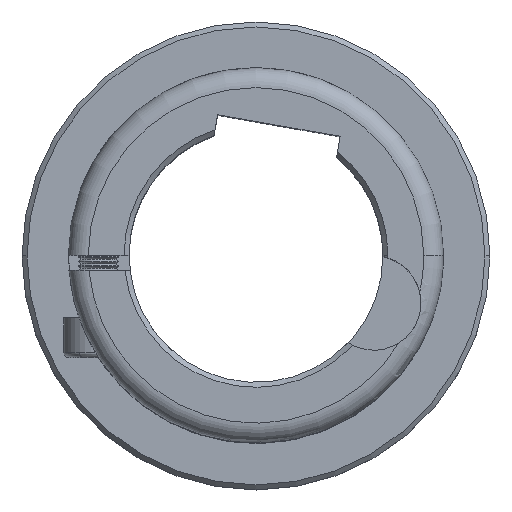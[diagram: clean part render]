
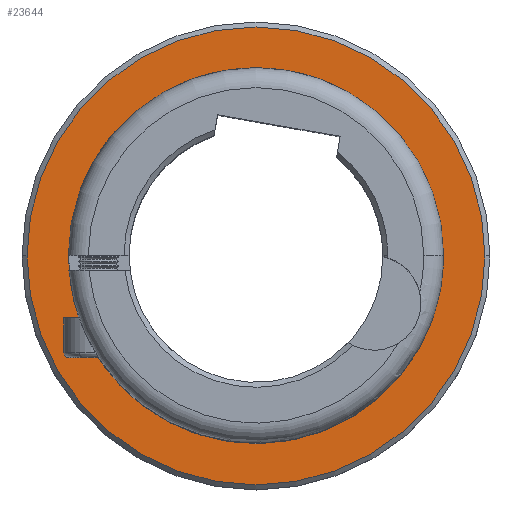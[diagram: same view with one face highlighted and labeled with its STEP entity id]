
A CAD part, top view. The second image highlights one B-rep face of the part: STEP entity #23644.
In plain terms, the highlighted planar face has unit normal (0, 0, 1).
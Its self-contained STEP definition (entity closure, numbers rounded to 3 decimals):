
#159 = AXIS2_PLACEMENT_3D ( 'NONE', #14723, #14870, #24076 ) ;
#646 = PLANE ( 'NONE',  #159 ) ;
#806 = FACE_OUTER_BOUND ( 'NONE', #9950, .T. ) ;
#2711 = CIRCLE ( 'NONE', #29115, 18.85 ) ;
#3854 = ORIENTED_EDGE ( 'NONE', *, *, #12906, .F. ) ;
#4132 = CARTESIAN_POINT ( 'NONE',  ( -9.266, -2.756, -13.033 ) ) ;
#4197 = DIRECTION ( 'NONE',  ( 0., 0., 1. ) ) ;
#4293 = DIRECTION ( 'NONE',  ( -1., 0., 0. ) ) ;
#5696 = AXIS2_PLACEMENT_3D ( 'NONE', #4132, #11798, #4293 ) ;
#6055 = AXIS2_PLACEMENT_3D ( 'NONE', #13216, #22735, #10868 ) ;
#8972 = DIRECTION ( 'NONE',  ( 1., 0., 0. ) ) ;
#9950 = EDGE_LOOP ( 'NONE', ( #25059, #11595 ) ) ;
#10868 = DIRECTION ( 'NONE',  ( -1., 0., 0. ) ) ;
#11490 = CARTESIAN_POINT ( 'NONE',  ( -9.266, -2.756, -13.033 ) ) ;
#11595 = ORIENTED_EDGE ( 'NONE', *, *, #19885, .T. ) ;
#11705 = DIRECTION ( 'NONE',  ( 1., 0., 0. ) ) ;
#11798 = DIRECTION ( 'NONE',  ( 0., 0., 1. ) ) ;
#12906 = EDGE_CURVE ( 'NONE', #29124, #13954, #26428, .T. ) ;
#13216 = CARTESIAN_POINT ( 'NONE',  ( -9.266, -2.756, -13.033 ) ) ;
#13954 = VERTEX_POINT ( 'NONE', #14657 ) ;
#14051 = CARTESIAN_POINT ( 'NONE',  ( -9.266, -2.756, -13.033 ) ) ;
#14144 = DIRECTION ( 'NONE',  ( 0., 0., 1. ) ) ;
#14657 = CARTESIAN_POINT ( 'NONE',  ( 9.584, -2.756, -13.033 ) ) ;
#14679 = CIRCLE ( 'NONE', #5696, 23. ) ;
#14723 = CARTESIAN_POINT ( 'NONE',  ( -9.266, -2.756, -13.033 ) ) ;
#14870 = DIRECTION ( 'NONE',  ( 0., 0., -1. ) ) ;
#15578 = VERTEX_POINT ( 'NONE', #16359 ) ;
#15686 = CARTESIAN_POINT ( 'NONE',  ( -28.116, -2.756, -13.033 ) ) ;
#16047 = CIRCLE ( 'NONE', #6055, 23. ) ;
#16359 = CARTESIAN_POINT ( 'NONE',  ( 13.734, -2.756, -13.033 ) ) ;
#16759 = EDGE_CURVE ( 'NONE', #21594, #15578, #16047, .T. ) ;
#18638 = EDGE_LOOP ( 'NONE', ( #3854, #28437 ) ) ;
#19414 = FACE_BOUND ( 'NONE', #18638, .T. ) ;
#19780 = EDGE_CURVE ( 'NONE', #13954, #29124, #2711, .T. ) ;
#19885 = EDGE_CURVE ( 'NONE', #15578, #21594, #14679, .T. ) ;
#21594 = VERTEX_POINT ( 'NONE', #21810 ) ;
#21810 = CARTESIAN_POINT ( 'NONE',  ( -32.266, -2.756, -13.033 ) ) ;
#22735 = DIRECTION ( 'NONE',  ( 0., 0., 1. ) ) ;
#23644 = ADVANCED_FACE ( 'NONE', ( #19414, #806 ), #646, .F. ) ;
#24076 = DIRECTION ( 'NONE',  ( 0., -1., 0. ) ) ;
#25059 = ORIENTED_EDGE ( 'NONE', *, *, #16759, .T. ) ;
#26428 = CIRCLE ( 'NONE', #30908, 18.85 ) ;
#28437 = ORIENTED_EDGE ( 'NONE', *, *, #19780, .F. ) ;
#29115 = AXIS2_PLACEMENT_3D ( 'NONE', #11490, #14144, #8972 ) ;
#29124 = VERTEX_POINT ( 'NONE', #15686 ) ;
#30908 = AXIS2_PLACEMENT_3D ( 'NONE', #14051, #4197, #11705 ) ;
